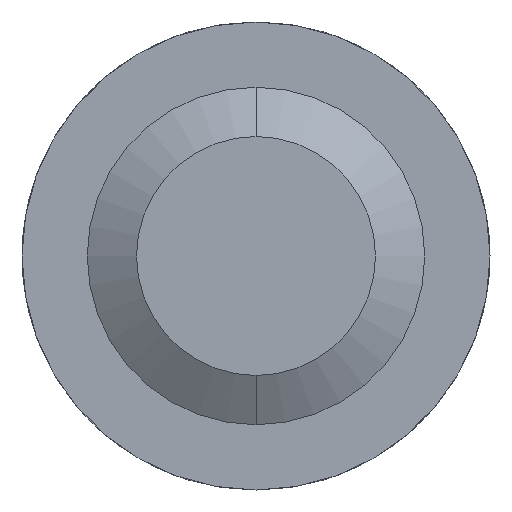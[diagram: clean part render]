
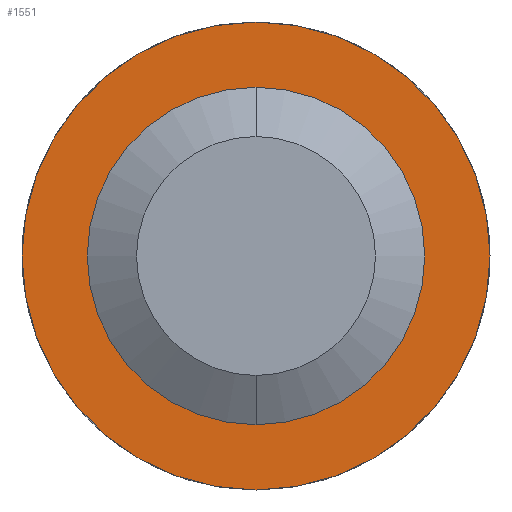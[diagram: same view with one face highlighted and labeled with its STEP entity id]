
A CAD part, front view. The second image highlights one B-rep face of the part: STEP entity #1551.
In plain terms, the highlighted planar face has unit normal (0, -1, 0).
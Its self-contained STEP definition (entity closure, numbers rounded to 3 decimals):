
#36 = EDGE_CURVE ( 'Defeature ausgef�hrt1_4+Defeature ausgef�hrt1_5+Defeature ausgef�hrt1_5+Defeature ausgef�hrt1_5', #159, #3337, #1910, .T. ) ;
#159 = VERTEX_POINT ( 'NONE', #1424 ) ;
#271 = CARTESIAN_POINT ( 'NONE',  ( 0., -2.5, 0.685 ) ) ;
#683 = AXIS2_PLACEMENT_3D ( 'NONE', #1161, #2377, #3962 ) ;
#737 = FACE_OUTER_BOUND ( 'NONE', #3594, .T. ) ;
#757 = AXIS2_PLACEMENT_3D ( 'NONE', #2980, #3933, #2066 ) ;
#768 = PLANE ( 'NONE',  #757 ) ;
#806 = EDGE_LOOP ( 'NONE', ( #4018, #2615 ) ) ;
#908 = DIRECTION ( 'NONE',  ( 0., 1., 0. ) ) ;
#956 = DIRECTION ( 'NONE',  ( 0., 0., 1. ) ) ;
#1161 = CARTESIAN_POINT ( 'NONE',  ( 0., -2.5, 0. ) ) ;
#1424 = CARTESIAN_POINT ( 'NONE',  ( 0., -2.5, -0.95 ) ) ;
#1551 = ADVANCED_FACE ( 'Defeature ausgef�hrt1_5', ( #737, #2003 ), #768, .F. ) ;
#1634 = DIRECTION ( 'NONE',  ( 0., 0., 1. ) ) ;
#1731 = CIRCLE ( 'NONE', #3421, 0.685 ) ;
#1805 = CARTESIAN_POINT ( 'NONE',  ( 0., -2.5, 0. ) ) ;
#1821 = VERTEX_POINT ( 'NONE', #271 ) ;
#1833 = DIRECTION ( 'NONE',  ( 0., 1., 0. ) ) ;
#1843 = CARTESIAN_POINT ( 'NONE',  ( 0., -2.5, 0.95 ) ) ;
#1844 = ORIENTED_EDGE ( 'NONE', *, *, #2570, .F. ) ;
#1910 = CIRCLE ( 'NONE', #3584, 0.95 ) ;
#2003 = FACE_BOUND ( 'NONE', #806, .T. ) ;
#2066 = DIRECTION ( 'NONE',  ( 0., 0., 1. ) ) ;
#2144 = VERTEX_POINT ( 'NONE', #3346 ) ;
#2318 = ORIENTED_EDGE ( 'NONE', *, *, #36, .F. ) ;
#2369 = AXIS2_PLACEMENT_3D ( 'NONE', #3118, #908, #956 ) ;
#2377 = DIRECTION ( 'NONE',  ( 0., 1., 0. ) ) ;
#2463 = DIRECTION ( 'NONE',  ( 0., 0., 1. ) ) ;
#2570 = EDGE_CURVE ( 'Defeature ausgef�hrt1_4+Defeature ausgef�hrt1_5+Defeature ausgef�hrt1_5+Defeature ausgef�hrt1_5', #3337, #159, #3827, .T. ) ;
#2615 = ORIENTED_EDGE ( 'NONE', *, *, #3977, .T. ) ;
#2980 = CARTESIAN_POINT ( 'NONE',  ( 0.95, -2.5, 0. ) ) ;
#3118 = CARTESIAN_POINT ( 'NONE',  ( 0., -2.5, 0. ) ) ;
#3278 = EDGE_CURVE ( 'Defeature ausgef�hrt1_5+Defeature ausgef�hrt1_6+Defeature ausgef�hrt1_6+Defeature ausgef�hrt1_6', #1821, #2144, #1731, .T. ) ;
#3337 = VERTEX_POINT ( 'NONE', #1843 ) ;
#3346 = CARTESIAN_POINT ( 'NONE',  ( 0., -2.5, -0.685 ) ) ;
#3421 = AXIS2_PLACEMENT_3D ( 'NONE', #1805, #1833, #2463 ) ;
#3519 = CARTESIAN_POINT ( 'NONE',  ( 0., -2.5, 0. ) ) ;
#3529 = DIRECTION ( 'NONE',  ( 0., 1., 0. ) ) ;
#3584 = AXIS2_PLACEMENT_3D ( 'NONE', #3519, #3529, #1634 ) ;
#3594 = EDGE_LOOP ( 'NONE', ( #1844, #2318 ) ) ;
#3790 = CIRCLE ( 'NONE', #2369, 0.685 ) ;
#3827 = CIRCLE ( 'NONE', #683, 0.95 ) ;
#3933 = DIRECTION ( 'NONE',  ( 0., 1., 0. ) ) ;
#3962 = DIRECTION ( 'NONE',  ( 0., 0., 1. ) ) ;
#3977 = EDGE_CURVE ( 'Defeature ausgef�hrt1_5+Defeature ausgef�hrt1_6+Defeature ausgef�hrt1_6+Defeature ausgef�hrt1_6', #2144, #1821, #3790, .T. ) ;
#4018 = ORIENTED_EDGE ( 'NONE', *, *, #3278, .T. ) ;
